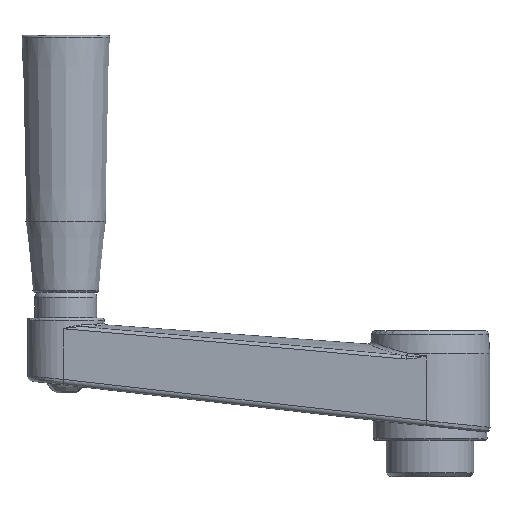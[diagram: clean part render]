
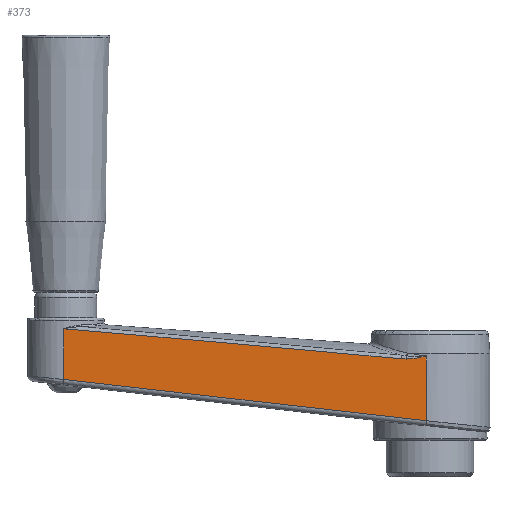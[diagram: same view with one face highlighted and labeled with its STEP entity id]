
A CAD part, left-side view. The second image highlights one B-rep face of the part: STEP entity #373.
In plain terms, the highlighted planar face has unit normal (-0.998, 0.06, 0).
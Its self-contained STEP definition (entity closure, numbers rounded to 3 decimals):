
#373 = ADVANCED_FACE( '', ( #851 ), #852, .T. );
#851 = FACE_OUTER_BOUND( '', #2319, .T. );
#852 = PLANE( '', #2320 );
#2319 = EDGE_LOOP( '', ( #3998, #3999, #4000, #4001, #4002, #4003 ) );
#2320 = AXIS2_PLACEMENT_3D( '', #4004, #4005, #4006 );
#3998 = ORIENTED_EDGE( '', *, *, #4928, .F. );
#3999 = ORIENTED_EDGE( '', *, *, #4929, .T. );
#4000 = ORIENTED_EDGE( '', *, *, #4758, .T. );
#4001 = ORIENTED_EDGE( '', *, *, #4930, .T. );
#4002 = ORIENTED_EDGE( '', *, *, #4931, .T. );
#4003 = ORIENTED_EDGE( '', *, *, #4784, .T. );
#4004 = CARTESIAN_POINT( '', ( -16.47, 0.99, 34. ) );
#4005 = DIRECTION( '', ( -0.998, 0.06, 0. ) );
#4006 = DIRECTION( '', ( -0.06, -0.998, 0. ) );
#4758 = EDGE_CURVE( '', #5378, #5376, #5379, .T. );
#4784 = EDGE_CURVE( '', #5244, #5084, #5418, .F. );
#4928 = EDGE_CURVE( '', #5401, #5084, #5633, .T. );
#4929 = EDGE_CURVE( '', #5401, #5378, #5634, .F. );
#4930 = EDGE_CURVE( '', #5376, #5635, #5636, .T. );
#4931 = EDGE_CURVE( '', #5635, #5244, #5637, .T. );
#5084 = VERTEX_POINT( '', #5815 );
#5244 = VERTEX_POINT( '', #6323 );
#5376 = VERTEX_POINT( '', #6704 );
#5378 = VERTEX_POINT( '', #6706 );
#5379 = B_SPLINE_CURVE_WITH_KNOTS( '', 3, ( #6707, #6708, #6709, #6710, #6711, #6712 ), .UNSPECIFIED., .F., .F., ( 4, 2, 4 ), ( 0., 0.001, 0.001 ), .UNSPECIFIED. );
#5401 = VERTEX_POINT( '', #6779 );
#5418 = LINE( '', #6886, #6887 );
#5633 = LINE( '', #7494, #7495 );
#5634 = B_SPLINE_CURVE_WITH_KNOTS( '', 3, ( #7496, #7497, #7498, #7499, #7500, #7501, #7502, #7503, #7504, #7505, #7506, #7507, #7508, #7509, #7510, #7511, #7512, #7513, #7514, #7515, #7516, #7517, #7518, #7519, #7520, #7521 ), .UNSPECIFIED., .F., .F., ( 4, 2, 2, 2, 2, 1, 2, 2, 1, 1, 1, 1, 1, 2, 2, 4 ), ( 0., 0.001, 0.001, 0.002, 0.003, 0.004, 0.004, 0.004, 0.004, 0.005, 0.005, 0.005, 0.006, 0.006, 0.006, 0.006 ), .UNSPECIFIED. );
#5635 = VERTEX_POINT( '', #7522 );
#5636 = ELLIPSE( '', #7523, 818.866, 49. );
#5637 = LINE( '', #7524, #7525 );
#5815 = CARTESIAN_POINT( '', ( -16.47, 0.99, 5.333 ) );
#6323 = CARTESIAN_POINT( '', ( -10.481, 100.63, 16.686 ) );
#6704 = CARTESIAN_POINT( '', ( -16.053, 7.935, 22.34 ) );
#6706 = CARTESIAN_POINT( '', ( -16.134, 6.578, 22.291 ) );
#6707 = CARTESIAN_POINT( '', ( -16.134, 6.578, 22.291 ) );
#6708 = CARTESIAN_POINT( '', ( -16.121, 6.804, 22.287 ) );
#6709 = CARTESIAN_POINT( '', ( -16.107, 7.031, 22.289 ) );
#6710 = CARTESIAN_POINT( '', ( -16.08, 7.483, 22.305 ) );
#6711 = CARTESIAN_POINT( '', ( -16.066, 7.709, 22.319 ) );
#6712 = CARTESIAN_POINT( '', ( -16.053, 7.935, 22.34 ) );
#6779 = CARTESIAN_POINT( '', ( -16.47, 0.99, 23.128 ) );
#6886 = CARTESIAN_POINT( '', ( -16.48, 0.822, 5.314 ) );
#6887 = VECTOR( '', #8205, 1000. );
#7494 = CARTESIAN_POINT( '', ( -16.47, 0.99, 34. ) );
#7495 = VECTOR( '', #8353, 1000. );
#7496 = CARTESIAN_POINT( '', ( -16.134, 6.578, 22.291 ) );
#7497 = CARTESIAN_POINT( '', ( -16.149, 6.341, 22.293 ) );
#7498 = CARTESIAN_POINT( '', ( -16.163, 6.105, 22.301 ) );
#7499 = CARTESIAN_POINT( '', ( -16.191, 5.634, 22.326 ) );
#7500 = CARTESIAN_POINT( '', ( -16.205, 5.399, 22.343 ) );
#7501 = CARTESIAN_POINT( '', ( -16.233, 4.93, 22.387 ) );
#7502 = CARTESIAN_POINT( '', ( -16.248, 4.695, 22.413 ) );
#7503 = CARTESIAN_POINT( '', ( -16.276, 4.228, 22.472 ) );
#7504 = CARTESIAN_POINT( '', ( -16.29, 3.995, 22.506 ) );
#7505 = CARTESIAN_POINT( '', ( -16.318, 3.53, 22.58 ) );
#7506 = CARTESIAN_POINT( '', ( -16.339, 3.181, 22.641 ) );
#7507 = CARTESIAN_POINT( '', ( -16.359, 2.833, 22.708 ) );
#7508 = CARTESIAN_POINT( '', ( -16.37, 2.66, 22.743 ) );
#7509 = CARTESIAN_POINT( '', ( -16.373, 2.602, 22.755 ) );
#7510 = CARTESIAN_POINT( '', ( -16.38, 2.486, 22.779 ) );
#7511 = CARTESIAN_POINT( '', ( -16.398, 2.197, 22.84 ) );
#7512 = CARTESIAN_POINT( '', ( -16.422, 1.793, 22.931 ) );
#7513 = CARTESIAN_POINT( '', ( -16.446, 1.391, 23.027 ) );
#7514 = CARTESIAN_POINT( '', ( -16.458, 1.19, 23.077 ) );
#7515 = CARTESIAN_POINT( '', ( -16.464, 1.09, 23.102 ) );
#7516 = CARTESIAN_POINT( '', ( -16.467, 1.047, 23.113 ) );
#7517 = CARTESIAN_POINT( '', ( -16.468, 1.026, 23.118 ) );
#7518 = CARTESIAN_POINT( '', ( -16.469, 1.019, 23.12 ) );
#7519 = CARTESIAN_POINT( '', ( -16.469, 1.004, 23.124 ) );
#7520 = CARTESIAN_POINT( '', ( -16.47, 0.997, 23.126 ) );
#7521 = CARTESIAN_POINT( '', ( -16.47, 0.99, 23.128 ) );
#7522 = CARTESIAN_POINT( '', ( -10.481, 100.63, 30.595 ) );
#7523 = AXIS2_PLACEMENT_3D( '', #8354, #8355, #8356 );
#7524 = CARTESIAN_POINT( '', ( -10.481, 100.63, 34. ) );
#7525 = VECTOR( '', #8357, 1000. );
#8205 = DIRECTION( '', ( 0.06, 0.992, 0.113 ) );
#8353 = DIRECTION( '', ( 0., 0., -1. ) );
#8354 = CARTESIAN_POINT( '', ( -0.998, 258.393, -6.023 ) );
#8355 = DIRECTION( '', ( -0.998, 0.06, 0. ) );
#8356 = DIRECTION( '', ( 0.06, 0.996, 0.073 ) );
#8357 = DIRECTION( '', ( 0., 0., -1. ) );
